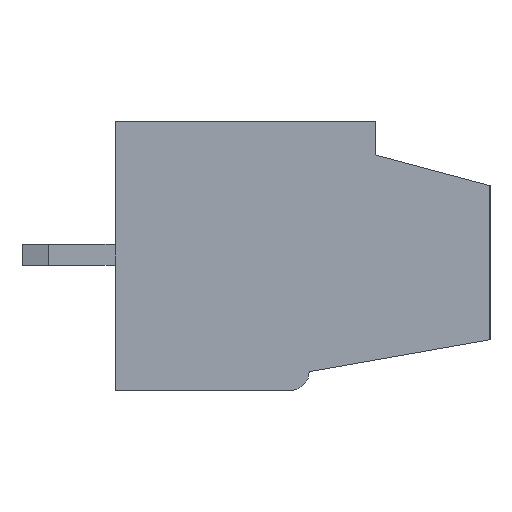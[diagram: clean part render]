
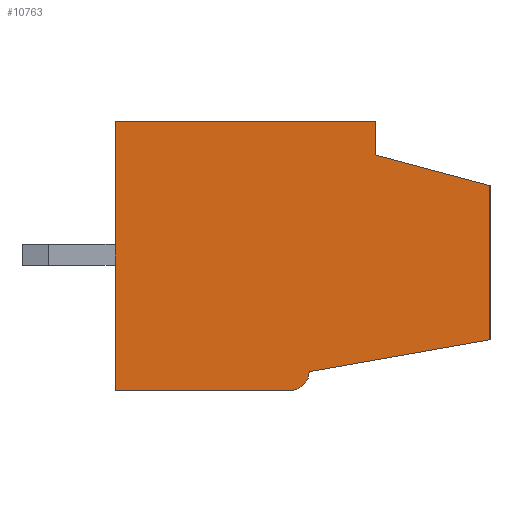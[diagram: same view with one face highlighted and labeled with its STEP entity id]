
A CAD part, left-side view. The second image highlights one B-rep face of the part: STEP entity #10763.
In plain terms, the highlighted planar face has unit normal (-1, 0, 0).
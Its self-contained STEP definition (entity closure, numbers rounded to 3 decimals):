
#75=DIRECTION('',(0.,0.,1.));
#76=VECTOR('',#75,5.799);
#77=CARTESIAN_POINT('',(-13.131,-0.1,-3.101));
#78=LINE('',#77,#76);
#2873=DIRECTION('',(0.,-1.,0.));
#2874=VECTOR('',#2873,6.6);
#2875=CARTESIAN_POINT('',(-13.131,14.,-5.));
#2876=LINE('',#2875,#2874);
#3001=DIRECTION('',(0.,0.,-1.));
#3002=VECTOR('',#3001,10.1);
#3003=CARTESIAN_POINT('',(-13.131,14.,5.1));
#3004=LINE('',#3003,#3002);
#3389=DIRECTION('',(0.,1.,0.));
#3390=VECTOR('',#3389,9.8);
#3391=CARTESIAN_POINT('',(-13.131,4.2,5.1));
#3392=LINE('',#3391,#3390);
#3505=DIRECTION('',(0.,0.985,-0.174));
#3506=VECTOR('',#3505,6.905);
#3507=CARTESIAN_POINT('',(-13.131,-0.1,-3.101));
#3508=LINE('',#3507,#3506);
#3509=CARTESIAN_POINT('',(-13.131,7.4,-4.3));
#3510=DIRECTION('',(1.,0.,0.));
#3511=DIRECTION('',(0.,-1.,0.));
#3512=AXIS2_PLACEMENT_3D('',#3509,#3510,#3511);
#3514=DIRECTION('',(0.,0.,-1.));
#3515=VECTOR('',#3514,1.25);
#3516=CARTESIAN_POINT('',(-13.131,4.2,5.1));
#3517=LINE('',#3516,#3515);
#3518=DIRECTION('',(0.,-0.966,-0.259));
#3519=VECTOR('',#3518,4.452);
#3520=CARTESIAN_POINT('',(-13.131,4.2,3.85));
#3521=LINE('',#3520,#3519);
#6290=CARTESIAN_POINT('',(-13.131,14.,-5.));
#6291=CARTESIAN_POINT('',(-13.131,7.4,-5.));
#6292=VERTEX_POINT('',#6290);
#6293=VERTEX_POINT('',#6291);
#6294=CARTESIAN_POINT('',(-13.131,6.7,-4.3));
#6295=VERTEX_POINT('',#6294);
#6296=CARTESIAN_POINT('',(-13.131,14.,5.1));
#6297=VERTEX_POINT('',#6296);
#6298=CARTESIAN_POINT('',(-13.131,4.2,5.1));
#6299=CARTESIAN_POINT('',(-13.131,4.2,3.85));
#6300=VERTEX_POINT('',#6298);
#6301=VERTEX_POINT('',#6299);
#6302=CARTESIAN_POINT('',(-13.131,-0.1,-3.101));
#6303=VERTEX_POINT('',#6302);
#6304=CARTESIAN_POINT('',(-13.131,-0.1,2.698));
#6305=VERTEX_POINT('',#6304);
#10748=CARTESIAN_POINT('',(-13.131,0.,0.));
#10749=DIRECTION('',(-1.,0.,0.));
#10750=DIRECTION('',(0.,-1.,0.));
#10751=AXIS2_PLACEMENT_3D('',#10748,#10749,#10750);
#10752=PLANE('',#10751);
#10753=ORIENTED_EDGE('',*,*,#6344,.F.);
#10754=ORIENTED_EDGE('',*,*,#9799,.T.);
#10755=ORIENTED_EDGE('',*,*,#9818,.T.);
#10756=ORIENTED_EDGE('',*,*,#9853,.F.);
#10757=ORIENTED_EDGE('',*,*,#9910,.F.);
#10758=ORIENTED_EDGE('',*,*,#10629,.F.);
#10759=ORIENTED_EDGE('',*,*,#10684,.T.);
#10760=ORIENTED_EDGE('',*,*,#10740,.T.);
#10761=EDGE_LOOP('',(#10753,#10754,#10755,#10756,#10757,#10758,#10759,#10760));
#10762=FACE_OUTER_BOUND('',#10761,.F.);
#3513=CIRCLE('',#3512,0.7);
#6344=EDGE_CURVE('',#6303,#6305,#78,.T.);
#9799=EDGE_CURVE('',#6303,#6295,#3508,.T.);
#9818=EDGE_CURVE('',#6295,#6293,#3513,.T.);
#9853=EDGE_CURVE('',#6292,#6293,#2876,.T.);
#9910=EDGE_CURVE('',#6297,#6292,#3004,.T.);
#10629=EDGE_CURVE('',#6300,#6297,#3392,.T.);
#10684=EDGE_CURVE('',#6300,#6301,#3517,.T.);
#10740=EDGE_CURVE('',#6301,#6305,#3521,.T.);
#10763=ADVANCED_FACE('',(#10762),#10752,.T.);
